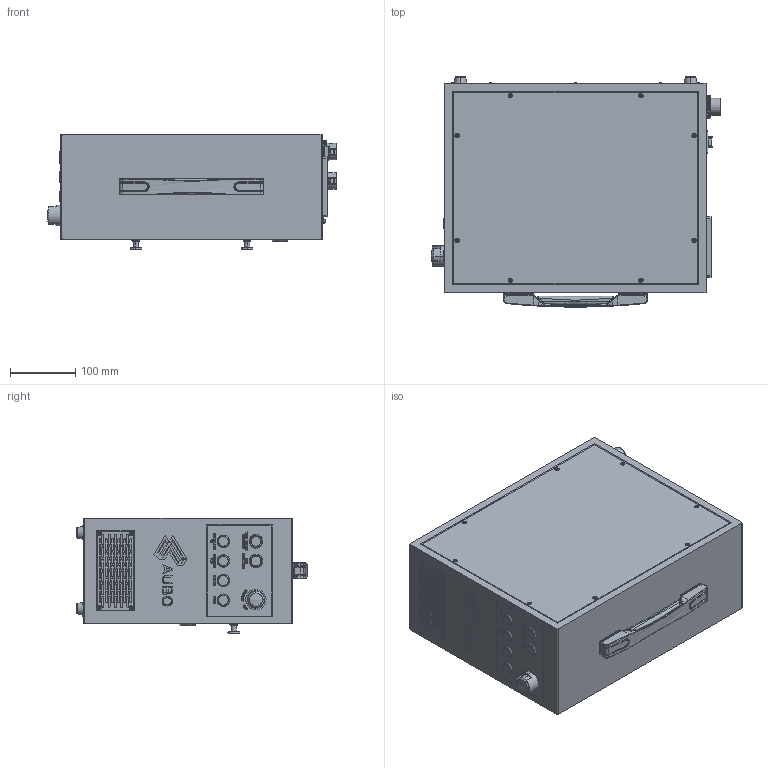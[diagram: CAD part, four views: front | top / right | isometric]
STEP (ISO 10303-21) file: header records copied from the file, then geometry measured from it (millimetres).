
FILE_DESCRIPTION (( 'STEP AP214' ), '1' );
FILE_NAME ('高性能控制柜-外发模型1.STEP', '2023-02-07T05:43:04', ( '' ), ( '' ), 'SwSTEP 2.0', 'SolidWorks 2018', '' );
FILE_SCHEMA (( 'AUTOMOTIVE_DESIGN' ));
Length unit declared in the file: millimetre
Products named in the file (1): 高性能控制柜-外发模型1
Bounding box: 441.94 x 351.98 x 176 mm (x, y, z)
Volume: 20557752.4 mm3; surface area: 578199.9 mm2
Topology: 1 solids, 4 shells, 4777 faces, 12482 edges, 8101 vertices
Faces by surface type: plane 2995, cylinder 828, bspline 651, torus 175, cone 89, sphere 39
Entity records: 240329 total; most frequent: CARTESIAN_POINT 76186, ORIENTED_EDGE 24872, DIRECTION 20813, EDGE_CURVE 12436, VECTOR 8323, LINE 8323, VERTEX_POINT 8091, AXIS2_PLACEMENT_3D 6245
